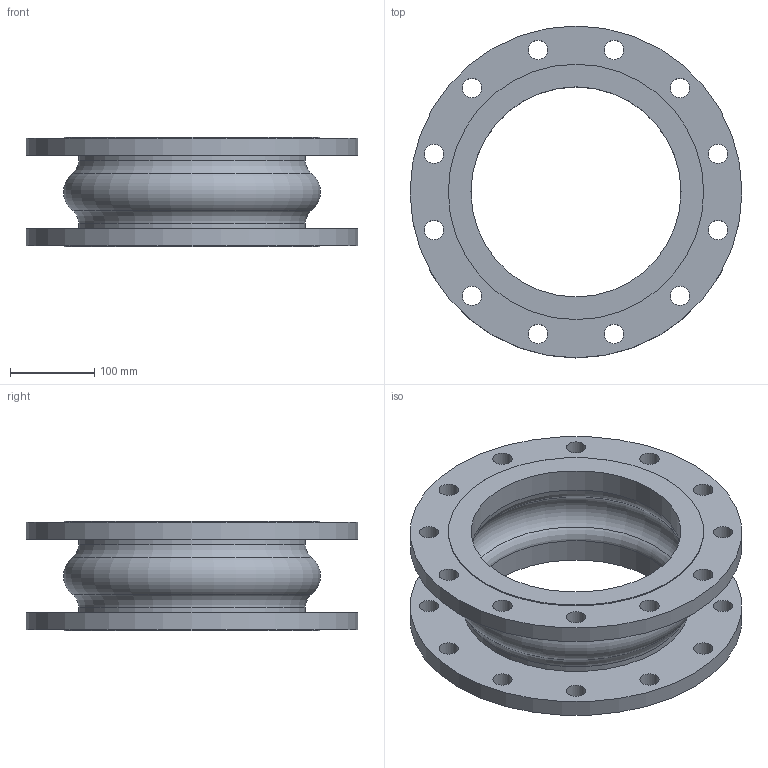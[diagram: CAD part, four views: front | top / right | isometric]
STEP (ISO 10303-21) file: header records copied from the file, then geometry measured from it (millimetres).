
FILE_DESCRIPTION(/* description */ ('Rubber Compensator VM 3920-DN250'),/* implementation_level */ '2;1');
FILE_NAME(/* name */ 'Rubber Compensator VM 3920-DN250.stp',/* time_stamp */ '2020-04-02T19:34:03+05:00',/* author */ ('rahul_marsute'),/* organization */ (''),/* preprocessor_version */ 'ST-DEVELOPER v18',/* originating_system */ 'Autodesk Inventor 2020',/* authorisation */ '');
FILE_SCHEMA (('AUTOMOTIVE_DESIGN { 1 0 10303 214 3 1 1 }'));
Length unit declared in the file: millimetre
Products named in the file (1): Rubber Compensator VM 3920-DN250
Bounding box: 395 x 395 x 130 mm (x, y, z)
Volume: 3557167.4 mm3; surface area: 549026.2 mm2
Topology: 1 solids, 1 shells, 44 faces, 142 edges, 104 vertices
Faces by surface type: cylinder 32, torus 6, plane 6
Full cylindrical faces by diameter (mm): 23 x24, 250 x2, 270 x2, 304 x2, 395 x2
Entity records: 1821 total; most frequent: DIRECTION 342, CARTESIAN_POINT 291, ORIENTED_EDGE 284, AXIS2_PLACEMENT_3D 155, EDGE_CURVE 142, CIRCLE 110, VERTEX_POINT 104, EDGE_LOOP 98
